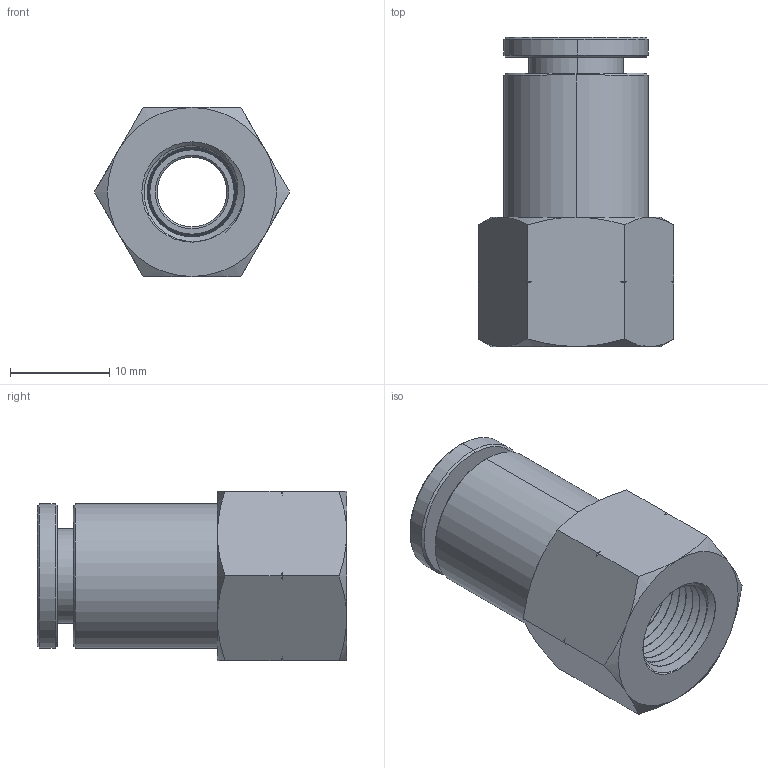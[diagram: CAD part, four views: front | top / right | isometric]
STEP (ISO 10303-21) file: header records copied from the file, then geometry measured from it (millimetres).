
FILE_DESCRIPTION (( 'STEP AP214' ), '1' );
FILE_NAME ('FCS5-16N1-8W.STEP', '2018-07-30T15:51:28', ( '' ), ( '' ), 'SwSTEP 2.0', 'SolidWorks 2016', '' );
FILE_SCHEMA (( 'AUTOMOTIVE_DESIGN' ));
Length unit declared in the file: millimetre
Products named in the file (1): FCS5-16N1-8W
Bounding box: 19.63 x 31.1 x 17 mm (x, y, z)
Volume: 4073.6 mm3; surface area: 5020 mm2
Topology: 6 solids, 6 shells, 426 faces, 1169 edges, 760 vertices
Faces by surface type: cone 169, plane 155, cylinder 62, bspline 38, torus 2
Entity records: 22711 total; most frequent: CARTESIAN_POINT 7907, ORIENTED_EDGE 2338, DIRECTION 1811, EDGE_CURVE 1169, VERTEX_POINT 760, AXIS2_PLACEMENT_3D 749, B_SPLINE_CURVE_WITH_KNOTS 496, EDGE_LOOP 443
